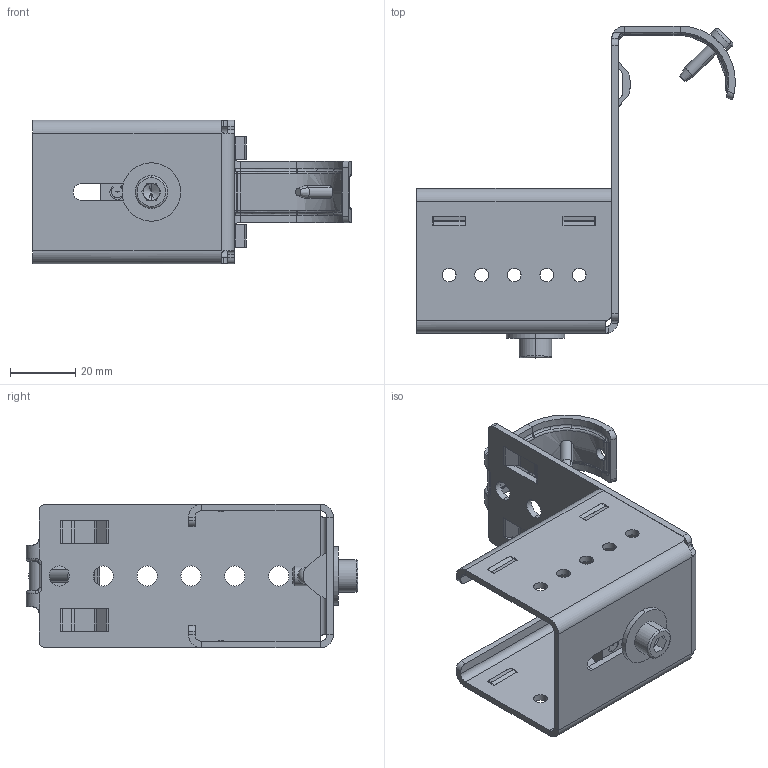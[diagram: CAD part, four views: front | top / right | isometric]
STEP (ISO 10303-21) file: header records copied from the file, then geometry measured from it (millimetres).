
FILE_DESCRIPTION (( 'STEP AP203' ), '1' );
FILE_NAME ('062AHSD30MS01.STEP', '2020-06-10T07:07:10', ( '' ), ( '' ), 'SwSTEP 2.0', 'SolidWorks 2019', '' );
FILE_SCHEMA (( 'CONFIG_CONTROL_DESIGN' ));
Length unit declared in the file: millimetre
Products named in the file (9): 340me007_340ME007; flat wahser DIN 9021 M5_flat washer DIN 9021 M5; cap screw ISO 4762 M6x14_ISO 4762 M6; 4DIN7504NTX3,9x16M; 062AHSD30MS01; 09600__-A-TAB_096006-102314; 09600_R01-A-TAB_096006R01; 340me023_340ME023; 062A_D30M-A-TAB_062AHSD30M
Assembly tree (8 placements, depth 3):
  062AHSD30MS01
    062A_D30M-A-TAB_062AHSD30M
    4DIN7504NTX3,9x16M
    flat wahser DIN 9021 M5_flat washer DIN 9021 M5
    09600__-A-TAB_096006-102314
      09600_R01-A-TAB_096006R01
      340me007_340ME007
      340me023_340ME023
    cap screw ISO 4762 M6x14_ISO 4762 M6
Bounding box: 98 x 102.1 x 44.2 mm (x, y, z)
Volume: 27629.9 mm3; surface area: 29932.4 mm2
Topology: 7 solids, 7 shells, 608 faces, 1468 edges, 879 vertices
Faces by surface type: cylinder 244, plane 172, bspline 94, torus 55, sphere 30, cone 13
Entity records: 22835 total; most frequent: CARTESIAN_POINT 8134, ORIENTED_EDGE 2922, DIRECTION 2854, EDGE_CURVE 1461, AXIS2_PLACEMENT_3D 1101, VERTEX_POINT 876, EDGE_LOOP 671, LINE 652
